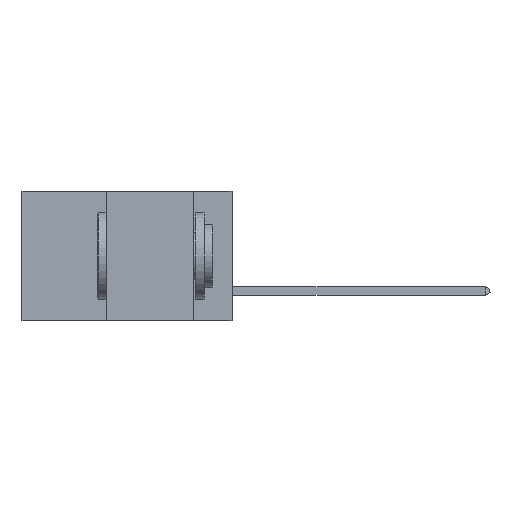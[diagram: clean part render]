
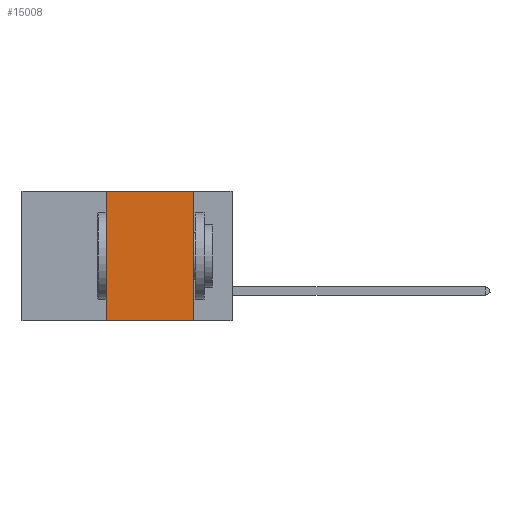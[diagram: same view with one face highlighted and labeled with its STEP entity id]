
A CAD part, left-side view. The second image highlights one B-rep face of the part: STEP entity #15008.
In plain terms, the highlighted planar face has unit normal (-1, 0, 0).
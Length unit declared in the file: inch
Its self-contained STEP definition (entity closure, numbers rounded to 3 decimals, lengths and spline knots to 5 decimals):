
#238 = EDGE_CURVE ( 'NONE', #33958, #34095, #37463, .T. ) ;
#809 = CARTESIAN_POINT ( 'NONE',  ( 0., 0.11, -0.37 ) ) ;
#2674 = DIRECTION ( 'NONE',  ( 1., 0., 0. ) ) ;
#3434 = VECTOR ( 'NONE', #35362, 39.37008 ) ;
#4450 = DIRECTION ( 'NONE',  ( 0., -1., 0. ) ) ;
#5547 = CARTESIAN_POINT ( 'NONE',  ( 0., 0.6, 0. ) ) ;
#6458 = CARTESIAN_POINT ( 'NONE',  ( 0., 0.11, 0. ) ) ;
#7526 = VECTOR ( 'NONE', #14954, 39.37008 ) ;
#7535 = CARTESIAN_POINT ( 'NONE',  ( 0., 0.6, 0. ) ) ;
#8718 = EDGE_CURVE ( 'NONE', #34095, #32218, #37314, .T. ) ;
#8973 = PLANE ( 'NONE',  #31327 ) ;
#9070 = ORIENTED_EDGE ( 'NONE', *, *, #9413, .T. ) ;
#9413 = EDGE_CURVE ( 'NONE', #33958, #11250, #9980, .T. ) ;
#9980 = LINE ( 'NONE', #18316, #7526 ) ;
#10212 = ORIENTED_EDGE ( 'NONE', *, *, #39674, .F. ) ;
#11250 = VERTEX_POINT ( 'NONE', #809 ) ;
#11721 = DIRECTION ( 'NONE',  ( 0., 0., -1. ) ) ;
#14954 = DIRECTION ( 'NONE',  ( 0., -1., 0. ) ) ;
#15008 = ADVANCED_FACE ( 'NONE', ( #34623 ), #8973, .F. ) ;
#15078 = EDGE_LOOP ( 'NONE', ( #10212, #24875, #21588, #9070 ) ) ;
#15980 = VECTOR ( 'NONE', #4450, 39.37008 ) ;
#17559 = CARTESIAN_POINT ( 'NONE',  ( 0., 0.36, 0. ) ) ;
#18316 = CARTESIAN_POINT ( 'NONE',  ( 0., 0.6, -0.37 ) ) ;
#19000 = CARTESIAN_POINT ( 'NONE',  ( 0., 0.36, 0. ) ) ;
#21588 = ORIENTED_EDGE ( 'NONE', *, *, #238, .F. ) ;
#23230 = CARTESIAN_POINT ( 'NONE',  ( 0., 0.36, -0.37 ) ) ;
#24875 = ORIENTED_EDGE ( 'NONE', *, *, #8718, .F. ) ;
#25509 = DIRECTION ( 'NONE',  ( 0., 0., 1. ) ) ;
#28327 = CARTESIAN_POINT ( 'NONE',  ( 0., 0.11, 0. ) ) ;
#29047 = VECTOR ( 'NONE', #25509, 39.37008 ) ;
#31327 = AXIS2_PLACEMENT_3D ( 'NONE', #5547, #2674, #11721 ) ;
#32218 = VERTEX_POINT ( 'NONE', #28327 ) ;
#33958 = VERTEX_POINT ( 'NONE', #23230 ) ;
#34095 = VERTEX_POINT ( 'NONE', #17559 ) ;
#34623 = FACE_OUTER_BOUND ( 'NONE', #15078, .T. ) ;
#35362 = DIRECTION ( 'NONE',  ( 0., 0., -1. ) ) ;
#37314 = LINE ( 'NONE', #7535, #15980 ) ;
#37463 = LINE ( 'NONE', #19000, #29047 ) ;
#39624 = LINE ( 'NONE', #6458, #3434 ) ;
#39674 = EDGE_CURVE ( 'NONE', #32218, #11250, #39624, .T. ) ;
